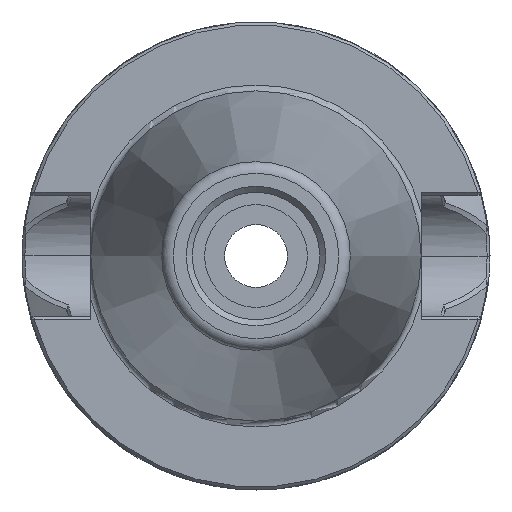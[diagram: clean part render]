
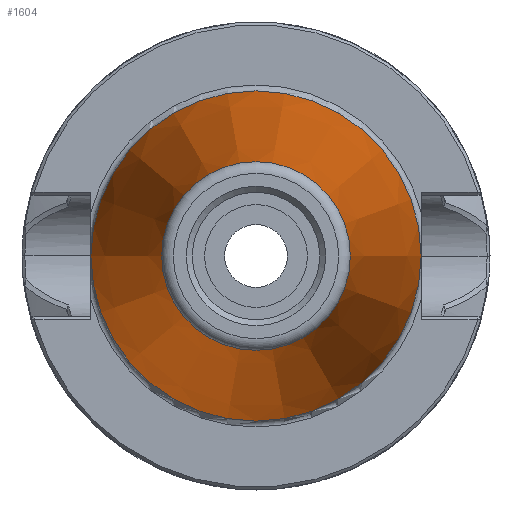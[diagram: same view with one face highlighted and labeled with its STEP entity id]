
A CAD part, left-side view. The second image highlights one B-rep face of the part: STEP entity #1604.
In plain terms, the highlighted conical face has half-angle 8.445 degrees and reference radius 17.363 mm.
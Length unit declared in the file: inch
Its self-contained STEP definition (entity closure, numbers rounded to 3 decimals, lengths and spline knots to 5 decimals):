
#338=FACE_OUTER_BOUND('',#429,.T.);
#429=EDGE_LOOP('',(#1458,#1459,#1460,#1461,#1462));
#515=LINE('',#3590,#591);
#591=VECTOR('',#2095,0.68356);
#637=CIRCLE('',#1751,0.875);
#638=CIRCLE('',#1752,0.50004);
#639=CIRCLE('',#1753,0.50004);
#795=VERTEX_POINT('',#3587);
#796=VERTEX_POINT('',#3589);
#797=VERTEX_POINT('',#3591);
#1022=EDGE_CURVE('',#795,#795,#637,.T.);
#1023=EDGE_CURVE('',#795,#796,#515,.T.);
#1024=EDGE_CURVE('',#797,#796,#638,.T.);
#1025=EDGE_CURVE('',#796,#797,#639,.T.);
#1458=ORIENTED_EDGE('',*,*,#1022,.T.);
#1459=ORIENTED_EDGE('',*,*,#1023,.T.);
#1460=ORIENTED_EDGE('',*,*,#1024,.F.);
#1461=ORIENTED_EDGE('',*,*,#1025,.F.);
#1462=ORIENTED_EDGE('',*,*,#1023,.F.);
#1526=CONICAL_SURFACE('',#1750,0.68356,0.147);
#1604=ADVANCED_FACE('',(#338),#1526,.T.);
#1750=AXIS2_PLACEMENT_3D('',#3586,#2091,#2092);
#1751=AXIS2_PLACEMENT_3D('',#3588,#2093,#2094);
#1752=AXIS2_PLACEMENT_3D('',#3592,#2096,#2097);
#1753=AXIS2_PLACEMENT_3D('',#3593,#2098,#2099);
#2091=DIRECTION('center_axis',(1.,0.,0.));
#2092=DIRECTION('ref_axis',(0.,-1.,0.));
#2093=DIRECTION('center_axis',(-1.,0.,0.));
#2094=DIRECTION('ref_axis',(0.,0.,1.));
#2095=DIRECTION('',(-0.989,-0.147,0.));
#2096=DIRECTION('center_axis',(-1.,0.,0.));
#2097=DIRECTION('ref_axis',(0.,1.,0.));
#2098=DIRECTION('center_axis',(-1.,0.,0.));
#2099=DIRECTION('ref_axis',(0.,1.,0.));
#3586=CARTESIAN_POINT('Origin',(-1.28937,0.,0.));
#3587=CARTESIAN_POINT('',(0.,0.875,0.));
#3588=CARTESIAN_POINT('Origin',(0.,0.,0.));
#3589=CARTESIAN_POINT('',(-2.52542,0.50004,0.));
#3590=CARTESIAN_POINT('',(-1.28937,0.68356,0.));
#3591=CARTESIAN_POINT('',(-2.52542,0.,-0.50004));
#3592=CARTESIAN_POINT('Origin',(-2.52542,0.,0.));
#3593=CARTESIAN_POINT('Origin',(-2.52542,0.,0.));
